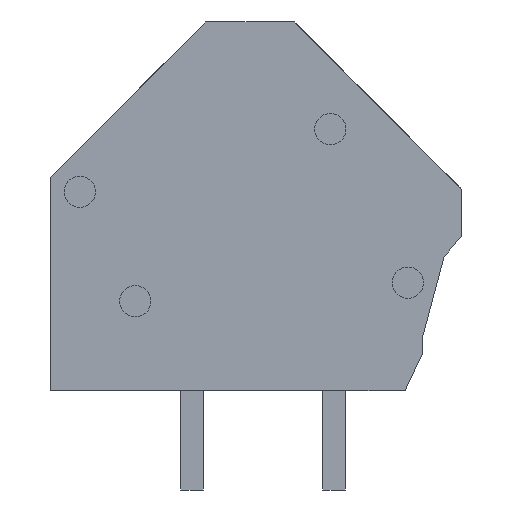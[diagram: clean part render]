
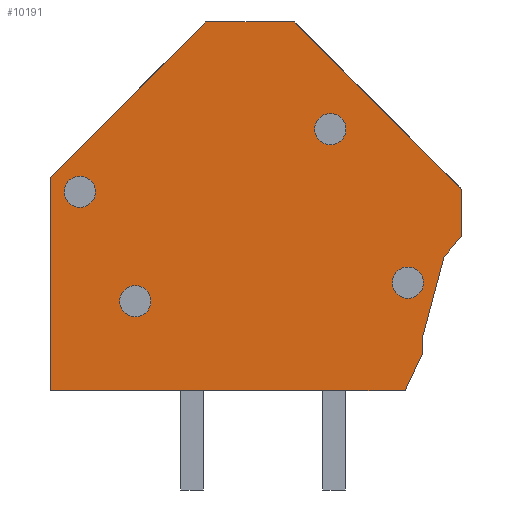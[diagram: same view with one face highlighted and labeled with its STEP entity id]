
A CAD part, left-side view. The second image highlights one B-rep face of the part: STEP entity #10191.
In plain terms, the highlighted planar face has unit normal (-1, 0, 0).
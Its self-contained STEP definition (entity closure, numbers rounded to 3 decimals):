
#10104=AXIS2_PLACEMENT_3D('Plane Axis2P3D',#10101,#10102,#10103) ;
#10121=AXIS2_PLACEMENT_3D('Circle Axis2P3D',#10119,#10120,$) ;
#10130=AXIS2_PLACEMENT_3D('Circle Axis2P3D',#10128,#10129,$) ;
#10139=AXIS2_PLACEMENT_3D('Circle Axis2P3D',#10137,#10138,$) ;
#10148=AXIS2_PLACEMENT_3D('Circle Axis2P3D',#10146,#10147,$) ;
#10157=AXIS2_PLACEMENT_3D('Circle Axis2P3D',#10155,#10156,$) ;
#10166=AXIS2_PLACEMENT_3D('Circle Axis2P3D',#10164,#10165,$) ;
#10175=AXIS2_PLACEMENT_3D('Circle Axis2P3D',#10173,#10174,$) ;
#10184=AXIS2_PLACEMENT_3D('Circle Axis2P3D',#10182,#10183,$) ;
#9776=CARTESIAN_POINT('Vertex',(0.7,2.,3.5)) ;
#9790=CARTESIAN_POINT('Vertex',(0.7,1.37,4.85)) ;
#9793=CARTESIAN_POINT('Line Origine',(0.7,1.685,4.175)) ;
#9821=CARTESIAN_POINT('Vertex',(0.7,1.37,5.45)) ;
#9824=CARTESIAN_POINT('Line Origine',(0.7,1.37,5.15)) ;
#9852=CARTESIAN_POINT('Vertex',(0.7,0.634,8.2)) ;
#9855=CARTESIAN_POINT('Line Origine',(0.7,1.002,6.825)) ;
#9883=CARTESIAN_POINT('Vertex',(0.7,0.,8.953)) ;
#9886=CARTESIAN_POINT('Line Origine',(0.7,0.317,8.577)) ;
#9914=CARTESIAN_POINT('Vertex',(0.7,0.,10.58)) ;
#9917=CARTESIAN_POINT('Line Origine',(0.7,0.,9.766)) ;
#9945=CARTESIAN_POINT('Vertex',(0.7,5.898,16.478)) ;
#9948=CARTESIAN_POINT('Line Origine',(0.7,2.949,13.529)) ;
#9976=CARTESIAN_POINT('Vertex',(0.7,9.022,16.478)) ;
#9979=CARTESIAN_POINT('Line Origine',(0.7,7.46,16.478)) ;
#10007=CARTESIAN_POINT('Vertex',(0.7,14.5,11.)) ;
#10010=CARTESIAN_POINT('Line Origine',(0.7,11.761,13.739)) ;
#10038=CARTESIAN_POINT('Vertex',(0.7,14.5,3.5)) ;
#10041=CARTESIAN_POINT('Line Origine',(0.7,14.5,7.25)) ;
#10069=CARTESIAN_POINT('Vertex',(0.7,12.7,3.5)) ;
#10072=CARTESIAN_POINT('Line Origine',(0.7,13.6,3.5)) ;
#10089=CARTESIAN_POINT('Line Origine',(0.7,7.35,3.5)) ;
#10101=CARTESIAN_POINT('Axis2P3D Location',(0.7,0.,0.)) ;
#10119=CARTESIAN_POINT('Axis2P3D Location',(0.7,13.45,10.5)) ;
#10123=CARTESIAN_POINT('Vertex',(0.7,12.9,10.5)) ;
#10125=CARTESIAN_POINT('Vertex',(0.7,14.,10.5)) ;
#10128=CARTESIAN_POINT('Axis2P3D Location',(0.7,13.45,10.5)) ;
#10137=CARTESIAN_POINT('Axis2P3D Location',(0.7,4.632,12.707)) ;
#10141=CARTESIAN_POINT('Vertex',(0.7,4.082,12.707)) ;
#10143=CARTESIAN_POINT('Vertex',(0.7,5.182,12.707)) ;
#10146=CARTESIAN_POINT('Axis2P3D Location',(0.7,4.632,12.707)) ;
#10155=CARTESIAN_POINT('Axis2P3D Location',(0.7,11.5,6.65)) ;
#10159=CARTESIAN_POINT('Vertex',(0.7,10.95,6.65)) ;
#10161=CARTESIAN_POINT('Vertex',(0.7,12.05,6.65)) ;
#10164=CARTESIAN_POINT('Axis2P3D Location',(0.7,11.5,6.65)) ;
#10173=CARTESIAN_POINT('Axis2P3D Location',(0.7,1.9,7.3)) ;
#10177=CARTESIAN_POINT('Vertex',(0.7,1.35,7.3)) ;
#10179=CARTESIAN_POINT('Vertex',(0.7,2.45,7.3)) ;
#10182=CARTESIAN_POINT('Axis2P3D Location',(0.7,1.9,7.3)) ;
#9794=DIRECTION('Vector Direction',(0.,-0.423,0.906)) ;
#9825=DIRECTION('Vector Direction',(0.,0.,1.)) ;
#9856=DIRECTION('Vector Direction',(0.,-0.259,0.966)) ;
#9887=DIRECTION('Vector Direction',(0.,-0.644,0.765)) ;
#9918=DIRECTION('Vector Direction',(0.,0.,-1.)) ;
#9949=DIRECTION('Vector Direction',(0.,0.707,0.707)) ;
#9980=DIRECTION('Vector Direction',(0.,-1.,0.)) ;
#10011=DIRECTION('Vector Direction',(0.,-0.707,0.707)) ;
#10042=DIRECTION('Vector Direction',(0.,0.,-1.)) ;
#10073=DIRECTION('Vector Direction',(0.,-1.,0.)) ;
#10090=DIRECTION('Vector Direction',(0.,-1.,0.)) ;
#10102=DIRECTION('Axis2P3D Direction',(-1.,0.,0.)) ;
#10103=DIRECTION('Axis2P3D XDirection',(0.,-1.,0.)) ;
#10120=DIRECTION('Axis2P3D Direction',(-1.,0.,0.)) ;
#10129=DIRECTION('Axis2P3D Direction',(-1.,0.,0.)) ;
#10138=DIRECTION('Axis2P3D Direction',(-1.,0.,0.)) ;
#10147=DIRECTION('Axis2P3D Direction',(-1.,0.,0.)) ;
#10156=DIRECTION('Axis2P3D Direction',(-1.,0.,0.)) ;
#10165=DIRECTION('Axis2P3D Direction',(-1.,0.,0.)) ;
#10174=DIRECTION('Axis2P3D Direction',(-1.,0.,0.)) ;
#10183=DIRECTION('Axis2P3D Direction',(-1.,0.,0.)) ;
#9795=VECTOR('Line Direction',#9794,1.) ;
#9826=VECTOR('Line Direction',#9825,1.) ;
#9857=VECTOR('Line Direction',#9856,1.) ;
#9888=VECTOR('Line Direction',#9887,1.) ;
#9919=VECTOR('Line Direction',#9918,1.) ;
#9950=VECTOR('Line Direction',#9949,1.) ;
#9981=VECTOR('Line Direction',#9980,1.) ;
#10012=VECTOR('Line Direction',#10011,1.) ;
#10043=VECTOR('Line Direction',#10042,1.) ;
#10074=VECTOR('Line Direction',#10073,1.) ;
#10091=VECTOR('Line Direction',#10090,1.) ;
#10107=ORIENTED_EDGE('',*,*,#9797,.T.) ;
#10108=ORIENTED_EDGE('',*,*,#9828,.T.) ;
#10109=ORIENTED_EDGE('',*,*,#9859,.T.) ;
#10110=ORIENTED_EDGE('',*,*,#9890,.T.) ;
#10111=ORIENTED_EDGE('',*,*,#9921,.T.) ;
#10112=ORIENTED_EDGE('',*,*,#9952,.T.) ;
#10113=ORIENTED_EDGE('',*,*,#9983,.T.) ;
#10114=ORIENTED_EDGE('',*,*,#10014,.T.) ;
#10115=ORIENTED_EDGE('',*,*,#10045,.T.) ;
#10116=ORIENTED_EDGE('',*,*,#10076,.T.) ;
#10117=ORIENTED_EDGE('',*,*,#10093,.T.) ;
#10134=ORIENTED_EDGE('',*,*,#10127,.F.) ;
#10135=ORIENTED_EDGE('',*,*,#10132,.F.) ;
#10152=ORIENTED_EDGE('',*,*,#10145,.F.) ;
#10153=ORIENTED_EDGE('',*,*,#10150,.F.) ;
#10170=ORIENTED_EDGE('',*,*,#10163,.F.) ;
#10171=ORIENTED_EDGE('',*,*,#10168,.F.) ;
#10188=ORIENTED_EDGE('',*,*,#10181,.F.) ;
#10189=ORIENTED_EDGE('',*,*,#10186,.F.) ;
#10136=FACE_BOUND('',#10133,.T.) ;
#10154=FACE_BOUND('',#10151,.T.) ;
#10172=FACE_BOUND('',#10169,.T.) ;
#10190=FACE_BOUND('',#10187,.T.) ;
#10191=ADVANCED_FACE('End plate_LMZF_1\\Hauptkoerper',(#10118,#10136,#10154,#10172,#10190),#10105,.T.) ;
#10122=CIRCLE('generated circle',#10121,0.55) ;
#10131=CIRCLE('generated circle',#10130,0.55) ;
#10140=CIRCLE('generated circle',#10139,0.55) ;
#10149=CIRCLE('generated circle',#10148,0.55) ;
#10158=CIRCLE('generated circle',#10157,0.55) ;
#10167=CIRCLE('generated circle',#10166,0.55) ;
#10176=CIRCLE('generated circle',#10175,0.55) ;
#10185=CIRCLE('generated circle',#10184,0.55) ;
#9797=EDGE_CURVE('',#9777,#9791,#9796,.T.) ;
#9828=EDGE_CURVE('',#9791,#9822,#9827,.T.) ;
#9859=EDGE_CURVE('',#9822,#9853,#9858,.T.) ;
#9890=EDGE_CURVE('',#9853,#9884,#9889,.T.) ;
#9921=EDGE_CURVE('',#9884,#9915,#9920,.F.) ;
#9952=EDGE_CURVE('',#9915,#9946,#9951,.T.) ;
#9983=EDGE_CURVE('',#9946,#9977,#9982,.F.) ;
#10014=EDGE_CURVE('',#9977,#10008,#10013,.F.) ;
#10045=EDGE_CURVE('',#10008,#10039,#10044,.T.) ;
#10076=EDGE_CURVE('',#10039,#10070,#10075,.T.) ;
#10093=EDGE_CURVE('',#10070,#9777,#10092,.T.) ;
#10127=EDGE_CURVE('',#10124,#10126,#10122,.T.) ;
#10132=EDGE_CURVE('',#10126,#10124,#10131,.T.) ;
#10145=EDGE_CURVE('',#10142,#10144,#10140,.T.) ;
#10150=EDGE_CURVE('',#10144,#10142,#10149,.T.) ;
#10163=EDGE_CURVE('',#10160,#10162,#10158,.T.) ;
#10168=EDGE_CURVE('',#10162,#10160,#10167,.T.) ;
#10181=EDGE_CURVE('',#10178,#10180,#10176,.T.) ;
#10186=EDGE_CURVE('',#10180,#10178,#10185,.T.) ;
#10106=EDGE_LOOP('',(#10107,#10108,#10109,#10110,#10111,#10112,#10113,#10114,#10115,#10116,#10117)) ;
#10133=EDGE_LOOP('',(#10134,#10135)) ;
#10151=EDGE_LOOP('',(#10152,#10153)) ;
#10169=EDGE_LOOP('',(#10170,#10171)) ;
#10187=EDGE_LOOP('',(#10188,#10189)) ;
#10118=FACE_OUTER_BOUND('',#10106,.T.) ;
#9796=LINE('Line',#9793,#9795) ;
#9827=LINE('Line',#9824,#9826) ;
#9858=LINE('Line',#9855,#9857) ;
#9889=LINE('Line',#9886,#9888) ;
#9920=LINE('Line',#9917,#9919) ;
#9951=LINE('Line',#9948,#9950) ;
#9982=LINE('Line',#9979,#9981) ;
#10013=LINE('Line',#10010,#10012) ;
#10044=LINE('Line',#10041,#10043) ;
#10075=LINE('Line',#10072,#10074) ;
#10092=LINE('Line',#10089,#10091) ;
#10105=PLANE('',#10104) ;
#9777=VERTEX_POINT('',#9776) ;
#9791=VERTEX_POINT('',#9790) ;
#9822=VERTEX_POINT('',#9821) ;
#9853=VERTEX_POINT('',#9852) ;
#9884=VERTEX_POINT('',#9883) ;
#9915=VERTEX_POINT('',#9914) ;
#9946=VERTEX_POINT('',#9945) ;
#9977=VERTEX_POINT('',#9976) ;
#10008=VERTEX_POINT('',#10007) ;
#10039=VERTEX_POINT('',#10038) ;
#10070=VERTEX_POINT('',#10069) ;
#10124=VERTEX_POINT('',#10123) ;
#10126=VERTEX_POINT('',#10125) ;
#10142=VERTEX_POINT('',#10141) ;
#10144=VERTEX_POINT('',#10143) ;
#10160=VERTEX_POINT('',#10159) ;
#10162=VERTEX_POINT('',#10161) ;
#10178=VERTEX_POINT('',#10177) ;
#10180=VERTEX_POINT('',#10179) ;
